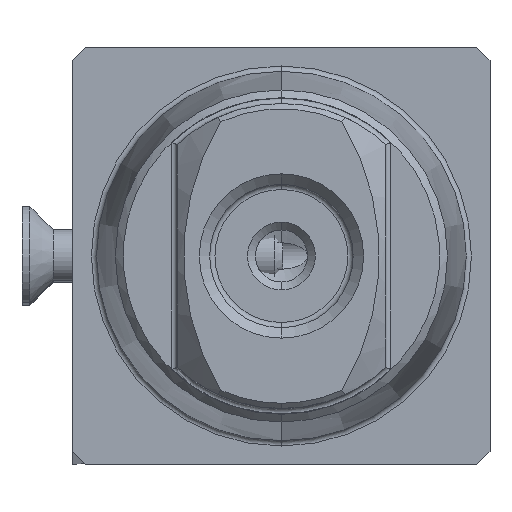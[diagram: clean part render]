
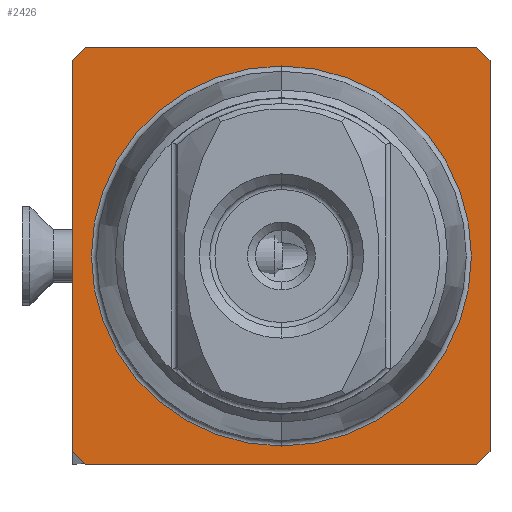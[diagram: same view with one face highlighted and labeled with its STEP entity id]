
A CAD part, left-side view. The second image highlights one B-rep face of the part: STEP entity #2426.
In plain terms, the highlighted planar face has unit normal (-1, 0, 0).
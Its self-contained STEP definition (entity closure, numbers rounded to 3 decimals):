
#20 = DIRECTION ( 'NONE',  ( 0., 0., -1. ) ) ;
#47 = VECTOR ( 'NONE', #3670, 1000. ) ;
#152 = VERTEX_POINT ( 'NONE', #1927 ) ;
#329 = CARTESIAN_POINT ( 'NONE',  ( 0., 8., 7.5 ) ) ;
#482 = EDGE_CURVE ( 'NONE', #1447, #152, #3637, .T. ) ;
#483 = VECTOR ( 'NONE', #3797, 1000. ) ;
#593 = CARTESIAN_POINT ( 'NONE',  ( 0., -7.5, 8. ) ) ;
#626 = VECTOR ( 'NONE', #2897, 1000. ) ;
#635 = CARTESIAN_POINT ( 'NONE',  ( 0., 8., 0. ) ) ;
#786 = EDGE_CURVE ( 'NONE', #1308, #1253, #6972, .T. ) ;
#805 = CARTESIAN_POINT ( 'NONE',  ( 0., -8., -7.5 ) ) ;
#994 = CIRCLE ( 'NONE', #6493, 7.287 ) ;
#1002 = ORIENTED_EDGE ( 'NONE', *, *, #786, .T. ) ;
#1044 = LINE ( 'NONE', #1509, #47 ) ;
#1049 = CARTESIAN_POINT ( 'NONE',  ( 0., 7.5, 8. ) ) ;
#1089 = FACE_OUTER_BOUND ( 'NONE', #1388, .T. ) ;
#1097 = EDGE_CURVE ( 'NONE', #2643, #6487, #994, .T. ) ;
#1108 = LINE ( 'NONE', #1670, #6556 ) ;
#1253 = VERTEX_POINT ( 'NONE', #5832 ) ;
#1308 = VERTEX_POINT ( 'NONE', #4843 ) ;
#1315 = VERTEX_POINT ( 'NONE', #1049 ) ;
#1334 = LINE ( 'NONE', #805, #626 ) ;
#1388 = EDGE_LOOP ( 'NONE', ( #4888, #5243, #6663, #1828, #1936, #1002, #5014, #5544 ) ) ;
#1415 = CARTESIAN_POINT ( 'NONE',  ( 0., -8., -7.5 ) ) ;
#1447 = VERTEX_POINT ( 'NONE', #4413 ) ;
#1509 = CARTESIAN_POINT ( 'NONE',  ( 0., 7.287, -8. ) ) ;
#1518 = DIRECTION ( 'NONE',  ( 0., -0.707, -0.707 ) ) ;
#1567 = EDGE_CURVE ( 'NONE', #6487, #2643, #6007, .T. ) ;
#1670 = CARTESIAN_POINT ( 'NONE',  ( 0., -8., 0. ) ) ;
#1828 = ORIENTED_EDGE ( 'NONE', *, *, #2249, .T. ) ;
#1889 = DIRECTION ( 'NONE',  ( -1., 0., 0. ) ) ;
#1927 = CARTESIAN_POINT ( 'NONE',  ( 0., 7.5, -8. ) ) ;
#1936 = ORIENTED_EDGE ( 'NONE', *, *, #3276, .F. ) ;
#2012 = FACE_BOUND ( 'NONE', #4139, .T. ) ;
#2042 = DIRECTION ( 'NONE',  ( 1., 0., 0. ) ) ;
#2249 = EDGE_CURVE ( 'NONE', #6695, #2274, #1334, .T. ) ;
#2274 = VERTEX_POINT ( 'NONE', #1415 ) ;
#2283 = LINE ( 'NONE', #635, #2963 ) ;
#2426 = ADVANCED_FACE ( 'NONE', ( #2012, #1089 ), #3246, .F. ) ;
#2643 = VERTEX_POINT ( 'NONE', #6773 ) ;
#2721 = VERTEX_POINT ( 'NONE', #329 ) ;
#2897 = DIRECTION ( 'NONE',  ( 0., -0.707, 0.707 ) ) ;
#2963 = VECTOR ( 'NONE', #3353, 1000. ) ;
#3030 = CARTESIAN_POINT ( 'NONE',  ( 0., 0., 0. ) ) ;
#3118 = CARTESIAN_POINT ( 'NONE',  ( 0., 7.5, -8. ) ) ;
#3123 = AXIS2_PLACEMENT_3D ( 'NONE', #6874, #2042, #20 ) ;
#3154 = CARTESIAN_POINT ( 'NONE',  ( 0., 8., 7.5 ) ) ;
#3246 = PLANE ( 'NONE',  #3123 ) ;
#3276 = EDGE_CURVE ( 'NONE', #1308, #2274, #1108, .T. ) ;
#3317 = VECTOR ( 'NONE', #4718, 1000. ) ;
#3353 = DIRECTION ( 'NONE',  ( 0., 0., 1. ) ) ;
#3515 = DIRECTION ( 'NONE',  ( -1., 0., 0. ) ) ;
#3600 = EDGE_CURVE ( 'NONE', #1315, #2721, #5840, .T. ) ;
#3605 = CARTESIAN_POINT ( 'NONE',  ( 0., 0., -7.287 ) ) ;
#3637 = LINE ( 'NONE', #3118, #5037 ) ;
#3670 = DIRECTION ( 'NONE',  ( 0., 1., 0. ) ) ;
#3694 = CARTESIAN_POINT ( 'NONE',  ( 0., 7.287, 8. ) ) ;
#3797 = DIRECTION ( 'NONE',  ( 0., -1., 0. ) ) ;
#4117 = ORIENTED_EDGE ( 'NONE', *, *, #1097, .F. ) ;
#4139 = EDGE_LOOP ( 'NONE', ( #4117, #6257 ) ) ;
#4413 = CARTESIAN_POINT ( 'NONE',  ( 0., 8., -7.5 ) ) ;
#4598 = DIRECTION ( 'NONE',  ( 0., 0., 1. ) ) ;
#4718 = DIRECTION ( 'NONE',  ( 0., 0.707, -0.707 ) ) ;
#4788 = DIRECTION ( 'NONE',  ( 0., 0.707, 0.707 ) ) ;
#4843 = CARTESIAN_POINT ( 'NONE',  ( 0., -8., 7.5 ) ) ;
#4888 = ORIENTED_EDGE ( 'NONE', *, *, #4956, .F. ) ;
#4956 = EDGE_CURVE ( 'NONE', #1447, #2721, #2283, .T. ) ;
#5014 = ORIENTED_EDGE ( 'NONE', *, *, #6056, .F. ) ;
#5037 = VECTOR ( 'NONE', #1518, 1000. ) ;
#5151 = DIRECTION ( 'NONE',  ( 0., 0., 1. ) ) ;
#5243 = ORIENTED_EDGE ( 'NONE', *, *, #482, .T. ) ;
#5544 = ORIENTED_EDGE ( 'NONE', *, *, #3600, .T. ) ;
#5832 = CARTESIAN_POINT ( 'NONE',  ( 0., -7.5, 8. ) ) ;
#5840 = LINE ( 'NONE', #3154, #3317 ) ;
#5874 = VECTOR ( 'NONE', #4788, 1000. ) ;
#6007 = CIRCLE ( 'NONE', #6799, 7.287 ) ;
#6056 = EDGE_CURVE ( 'NONE', #1315, #1253, #6885, .T. ) ;
#6257 = ORIENTED_EDGE ( 'NONE', *, *, #1567, .F. ) ;
#6284 = CARTESIAN_POINT ( 'NONE',  ( 0., 0., 0. ) ) ;
#6352 = DIRECTION ( 'NONE',  ( 0., 0., -1. ) ) ;
#6487 = VERTEX_POINT ( 'NONE', #3605 ) ;
#6493 = AXIS2_PLACEMENT_3D ( 'NONE', #3030, #3515, #4598 ) ;
#6556 = VECTOR ( 'NONE', #6352, 1000. ) ;
#6663 = ORIENTED_EDGE ( 'NONE', *, *, #6863, .F. ) ;
#6695 = VERTEX_POINT ( 'NONE', #6828 ) ;
#6773 = CARTESIAN_POINT ( 'NONE',  ( 0., 0., 7.287 ) ) ;
#6799 = AXIS2_PLACEMENT_3D ( 'NONE', #6284, #1889, #5151 ) ;
#6828 = CARTESIAN_POINT ( 'NONE',  ( 0., -7.5, -8. ) ) ;
#6863 = EDGE_CURVE ( 'NONE', #6695, #152, #1044, .T. ) ;
#6874 = CARTESIAN_POINT ( 'NONE',  ( 0., 7.287, 0. ) ) ;
#6885 = LINE ( 'NONE', #3694, #483 ) ;
#6972 = LINE ( 'NONE', #593, #5874 ) ;
